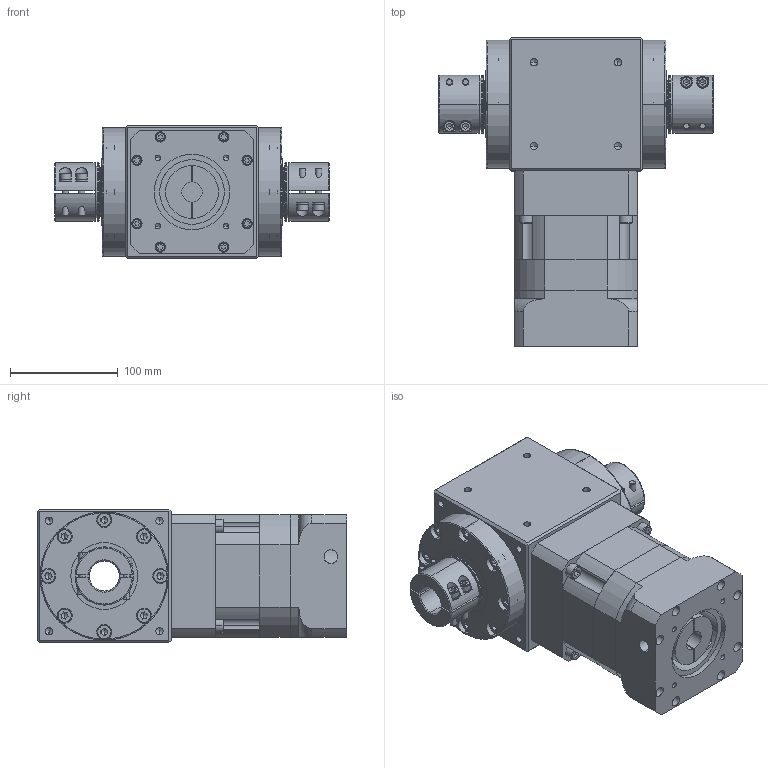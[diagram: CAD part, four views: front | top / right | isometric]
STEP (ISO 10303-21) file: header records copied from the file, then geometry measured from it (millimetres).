
FILE_DESCRIPTION (( 'STEP AP214' ), '1' );
FILE_NAME ('RAM120-L2-XX-D-19-70-90-M6_2019.STEP', '2019-05-13T07:39:30', ( 'Y' ), ( 'NCU' ), 'SwSTEP 2.0', 'SolidWorks 2016', '' );
FILE_SCHEMA (( 'AUTOMOTIVE_DESIGN' ));
Length unit declared in the file: millimetre
Products named in the file (1): RAM120-L2-XX-D-19-70-90-M6_2019
Bounding box: 255 x 286.8 x 124 mm (x, y, z)
Volume: 4245611.7 mm3; surface area: 398548.2 mm2
Topology: 5 solids, 21 shells, 1279 faces, 3056 edges, 1874 vertices
Faces by surface type: plane 653, cylinder 402, cone 142, torus 82
Entity records: 40986 total; most frequent: CARTESIAN_POINT 9872, DIRECTION 6636, ORIENTED_EDGE 5920, EDGE_CURVE 2960, AXIS2_PLACEMENT_3D 2512, VERTEX_POINT 1874, VECTOR 1612, LINE 1612
